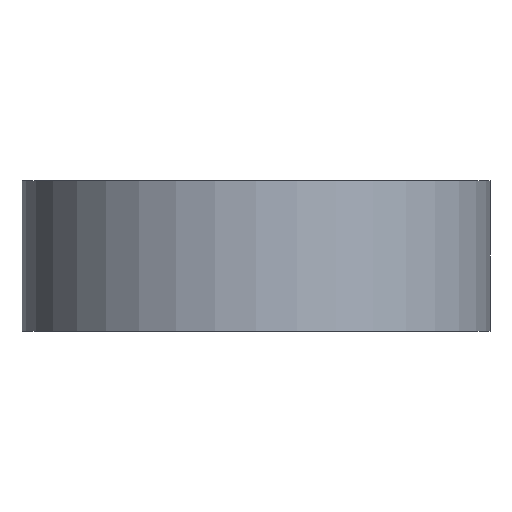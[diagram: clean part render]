
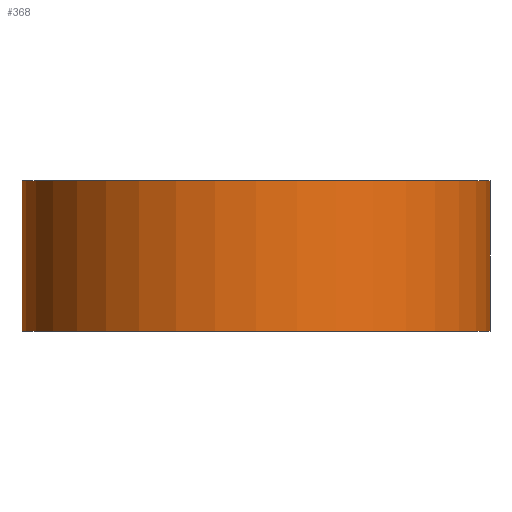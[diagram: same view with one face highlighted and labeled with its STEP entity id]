
A CAD part, front view. The second image highlights one B-rep face of the part: STEP entity #368.
In plain terms, the highlighted cylindrical face has radius 46.812 mm (diameter 93.624 mm), a partial arc.
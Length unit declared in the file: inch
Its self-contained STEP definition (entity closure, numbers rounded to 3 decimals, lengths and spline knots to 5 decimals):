
#19 = ORIENTED_EDGE ( 'NONE', *, *, #523, .F. ) ;
#47 = VERTEX_POINT ( 'NONE', #234 ) ;
#52 = CARTESIAN_POINT ( 'NONE',  ( 1.843, 0., 0. ) ) ;
#67 = DIRECTION ( 'NONE',  ( 0., 0., 1. ) ) ;
#77 = CARTESIAN_POINT ( 'NONE',  ( -1.843, 0., -1.1875 ) ) ;
#91 = DIRECTION ( 'NONE',  ( 0., 0., 1. ) ) ;
#98 = ORIENTED_EDGE ( 'NONE', *, *, #199, .T. ) ;
#99 = EDGE_LOOP ( 'NONE', ( #442, #98, #211, #19 ) ) ;
#113 = VERTEX_POINT ( 'NONE', #77 ) ;
#128 = DIRECTION ( 'NONE',  ( 0., 0., 1. ) ) ;
#143 = CARTESIAN_POINT ( 'NONE',  ( -1.843, 0., 0. ) ) ;
#164 = CYLINDRICAL_SURFACE ( 'NONE', #429, 1.843 ) ;
#178 = EDGE_CURVE ( 'NONE', #633, #47, #606, .T. ) ;
#199 = EDGE_CURVE ( 'NONE', #113, #633, #578, .T. ) ;
#211 = ORIENTED_EDGE ( 'NONE', *, *, #178, .T. ) ;
#228 = AXIS2_PLACEMENT_3D ( 'NONE', #609, #248, #244 ) ;
#234 = CARTESIAN_POINT ( 'NONE',  ( 1.843, 0., 0. ) ) ;
#237 = VECTOR ( 'NONE', #302, 39.37008 ) ;
#238 = CIRCLE ( 'NONE', #612, 1.843 ) ;
#244 = DIRECTION ( 'NONE',  ( 1., 0., 0. ) ) ;
#248 = DIRECTION ( 'NONE',  ( 0., 0., 1. ) ) ;
#260 = VERTEX_POINT ( 'NONE', #143 ) ;
#262 = FACE_OUTER_BOUND ( 'NONE', #99, .T. ) ;
#302 = DIRECTION ( 'NONE',  ( 0., 0., 1. ) ) ;
#365 = DIRECTION ( 'NONE',  ( 1., 0., 0. ) ) ;
#368 = ADVANCED_FACE ( 'NONE', ( #262 ), #164, .T. ) ;
#405 = LINE ( 'NONE', #651, #481 ) ;
#429 = AXIS2_PLACEMENT_3D ( 'NONE', #613, #67, #365 ) ;
#442 = ORIENTED_EDGE ( 'NONE', *, *, #639, .F. ) ;
#481 = VECTOR ( 'NONE', #91, 39.37008 ) ;
#523 = EDGE_CURVE ( 'NONE', #260, #47, #238, .T. ) ;
#538 = DIRECTION ( 'NONE',  ( 1., 0., 0. ) ) ;
#578 = CIRCLE ( 'NONE', #228, 1.843 ) ;
#606 = LINE ( 'NONE', #52, #237 ) ;
#609 = CARTESIAN_POINT ( 'NONE',  ( 0., 0., -1.1875 ) ) ;
#612 = AXIS2_PLACEMENT_3D ( 'NONE', #634, #128, #538 ) ;
#613 = CARTESIAN_POINT ( 'NONE',  ( 0., 0., 0. ) ) ;
#633 = VERTEX_POINT ( 'NONE', #648 ) ;
#634 = CARTESIAN_POINT ( 'NONE',  ( 0., 0., 0. ) ) ;
#639 = EDGE_CURVE ( 'NONE', #113, #260, #405, .T. ) ;
#648 = CARTESIAN_POINT ( 'NONE',  ( 1.843, 0., -1.1875 ) ) ;
#651 = CARTESIAN_POINT ( 'NONE',  ( -1.843, 0., 0. ) ) ;
